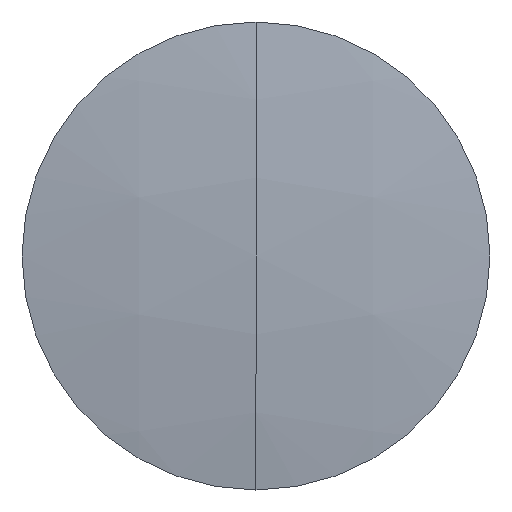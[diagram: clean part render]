
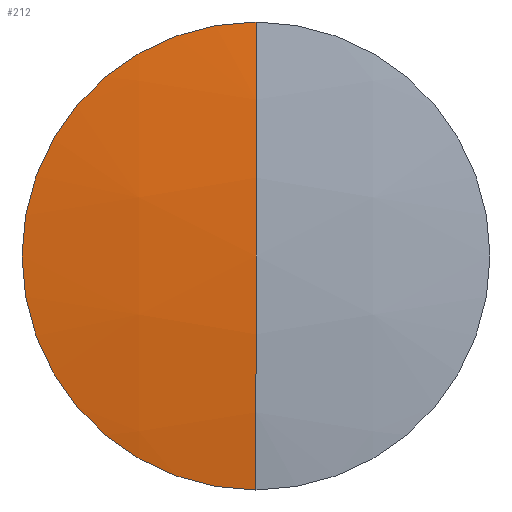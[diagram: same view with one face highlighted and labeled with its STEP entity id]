
A CAD part, left-side view. The second image highlights one B-rep face of the part: STEP entity #212.
In plain terms, the highlighted spherical face has radius 83.6 mm.
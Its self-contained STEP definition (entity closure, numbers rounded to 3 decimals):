
#4 = ORIENTED_EDGE ( 'NONE', *, *, #344, .F. ) ;
#16 = VERTEX_POINT ( 'NONE', #72 ) ;
#28 = CARTESIAN_POINT ( 'NONE',  ( 366.821, 0., 0. ) ) ;
#29 = CIRCLE ( 'NONE', #272, 12.7 ) ;
#30 = AXIS2_PLACEMENT_3D ( 'NONE', #221, #214, #219 ) ;
#34 = CARTESIAN_POINT ( 'NONE',  ( 449.45, 0., 0. ) ) ;
#36 = DIRECTION ( 'NONE',  ( 0., 0., 1. ) ) ;
#61 = CIRCLE ( 'NONE', #30, 83.6 ) ;
#63 = DIRECTION ( 'NONE',  ( -1., 0., 0. ) ) ;
#68 = EDGE_CURVE ( 'NONE', #231, #16, #29, .T. ) ;
#71 = SPHERICAL_SURFACE ( 'NONE', #111, 83.6 ) ;
#72 = CARTESIAN_POINT ( 'NONE',  ( 366.821, 0., -12.7 ) ) ;
#99 = AXIS2_PLACEMENT_3D ( 'NONE', #298, #294, #301 ) ;
#107 = EDGE_CURVE ( 'NONE', #16, #224, #117, .T. ) ;
#111 = AXIS2_PLACEMENT_3D ( 'NONE', #34, #336, #209 ) ;
#117 = CIRCLE ( 'NONE', #99, 83.6 ) ;
#130 = CARTESIAN_POINT ( 'NONE',  ( 365.85, 0., 0. ) ) ;
#209 = DIRECTION ( 'NONE',  ( 0., 0., 1. ) ) ;
#212 = ADVANCED_FACE ( 'NONE', ( #273 ), #71, .T. ) ;
#214 = DIRECTION ( 'NONE',  ( 0., -1., 0. ) ) ;
#219 = DIRECTION ( 'NONE',  ( 0., 0., -1. ) ) ;
#221 = CARTESIAN_POINT ( 'NONE',  ( 449.45, 0., 0. ) ) ;
#224 = VERTEX_POINT ( 'NONE', #130 ) ;
#231 = VERTEX_POINT ( 'NONE', #246 ) ;
#246 = CARTESIAN_POINT ( 'NONE',  ( 366.821, 0., 12.7 ) ) ;
#271 = EDGE_LOOP ( 'NONE', ( #339, #320, #4 ) ) ;
#272 = AXIS2_PLACEMENT_3D ( 'NONE', #28, #63, #36 ) ;
#273 = FACE_OUTER_BOUND ( 'NONE', #271, .T. ) ;
#294 = DIRECTION ( 'NONE',  ( 0., 1., 0. ) ) ;
#298 = CARTESIAN_POINT ( 'NONE',  ( 449.45, 0., 0. ) ) ;
#301 = DIRECTION ( 'NONE',  ( 0., 0., 1. ) ) ;
#320 = ORIENTED_EDGE ( 'NONE', *, *, #107, .T. ) ;
#336 = DIRECTION ( 'NONE',  ( 0., 1., 0. ) ) ;
#339 = ORIENTED_EDGE ( 'NONE', *, *, #68, .T. ) ;
#344 = EDGE_CURVE ( 'NONE', #231, #224, #61, .T. ) ;
